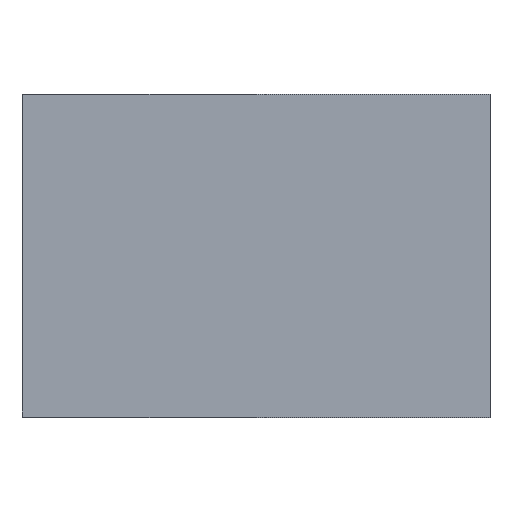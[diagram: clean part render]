
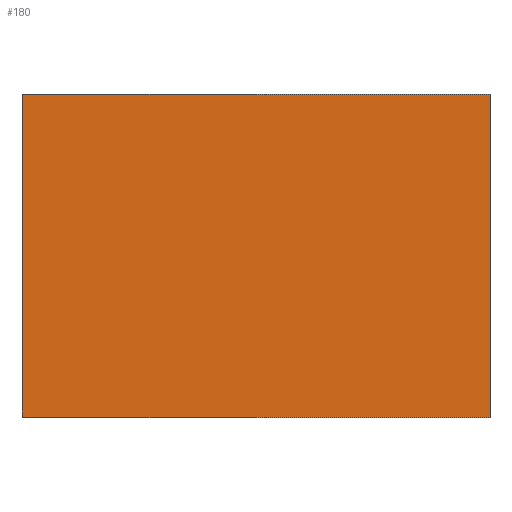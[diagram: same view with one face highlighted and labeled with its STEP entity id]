
A CAD part, top view. The second image highlights one B-rep face of the part: STEP entity #180.
In plain terms, the highlighted planar face has unit normal (0, 0, 1).
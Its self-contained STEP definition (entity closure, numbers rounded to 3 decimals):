
#25=PLANE('',#212);
#37=FACE_OUTER_BOUND('',#49,.T.);
#49=EDGE_LOOP('',(#156,#157,#158,#159));
#59=LINE('',#296,#74);
#62=LINE('',#302,#77);
#65=LINE('',#308,#80);
#68=LINE('',#312,#83);
#74=VECTOR('',#247,10.);
#77=VECTOR('',#252,10.);
#80=VECTOR('',#257,10.);
#83=VECTOR('',#262,10.);
#98=VERTEX_POINT('',#293);
#99=VERTEX_POINT('',#295);
#101=VERTEX_POINT('',#301);
#103=VERTEX_POINT('',#307);
#115=EDGE_CURVE('',#99,#98,#59,.T.);
#118=EDGE_CURVE('',#101,#99,#62,.T.);
#121=EDGE_CURVE('',#103,#101,#65,.T.);
#124=EDGE_CURVE('',#98,#103,#68,.T.);
#156=ORIENTED_EDGE('',*,*,#124,.T.);
#157=ORIENTED_EDGE('',*,*,#121,.T.);
#158=ORIENTED_EDGE('',*,*,#118,.T.);
#159=ORIENTED_EDGE('',*,*,#115,.T.);
#180=ADVANCED_FACE('',(#37),#25,.T.);
#212=AXIS2_PLACEMENT_3D('',#313,#263,#264);
#247=DIRECTION('',(0.,-1.,0.));
#252=DIRECTION('',(-1.,0.,0.));
#257=DIRECTION('',(0.,1.,0.));
#262=DIRECTION('',(1.,0.,0.));
#263=DIRECTION('center_axis',(0.,0.,1.));
#264=DIRECTION('ref_axis',(1.,0.,0.));
#293=CARTESIAN_POINT('',(-5.8,-4.,10.4));
#295=CARTESIAN_POINT('',(-5.8,4.,10.4));
#296=CARTESIAN_POINT('',(-5.8,-4.,10.4));
#301=CARTESIAN_POINT('',(5.8,4.,10.4));
#302=CARTESIAN_POINT('',(-5.8,4.,10.4));
#307=CARTESIAN_POINT('',(5.8,-4.,10.4));
#308=CARTESIAN_POINT('',(5.8,4.,10.4));
#312=CARTESIAN_POINT('',(5.8,-4.,10.4));
#313=CARTESIAN_POINT('Origin',(0.,0.,10.4));
